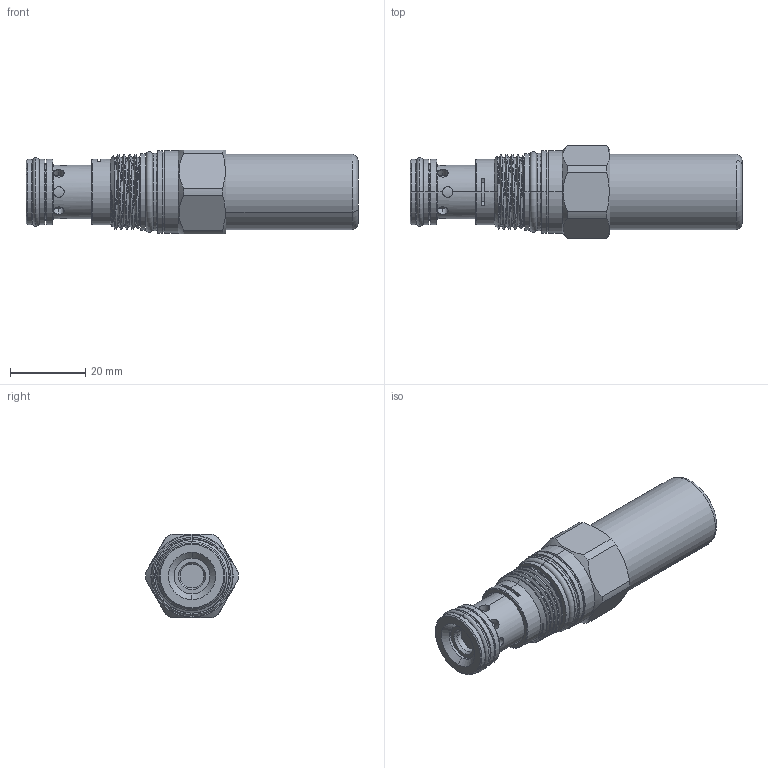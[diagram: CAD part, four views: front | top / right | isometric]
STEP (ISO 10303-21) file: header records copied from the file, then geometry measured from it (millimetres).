
FILE_DESCRIPTION (( 'STEP AP203' ), '1' );
FILE_NAME ('FR13A2F-C.STEP', '2020-03-19T08:15:14', ( '' ), ( '' ), 'SwSTEP 2.0', 'SolidWorks 2018', '' );
FILE_SCHEMA (( 'CONFIG_CONTROL_DESIGN' ));
Length unit declared in the file: millimetre
Products named in the file (1): FR13A2F-C
Bounding box: 87.98 x 24.59 x 22.22 mm (x, y, z)
Volume: 22040.5 mm3; surface area: 12233.3 mm2
Topology: 4 solids, 4 shells, 281 faces, 663 edges, 408 vertices
Faces by surface type: cylinder 134, plane 59, torus 42, cone 37, bspline 9
Entity records: 17253 total; most frequent: CARTESIAN_POINT 10930, DIRECTION 1327, ORIENTED_EDGE 1320, EDGE_CURVE 660, AXIS2_PLACEMENT_3D 561, VERTEX_POINT 407, EDGE_LOOP 305, CIRCLE 288
